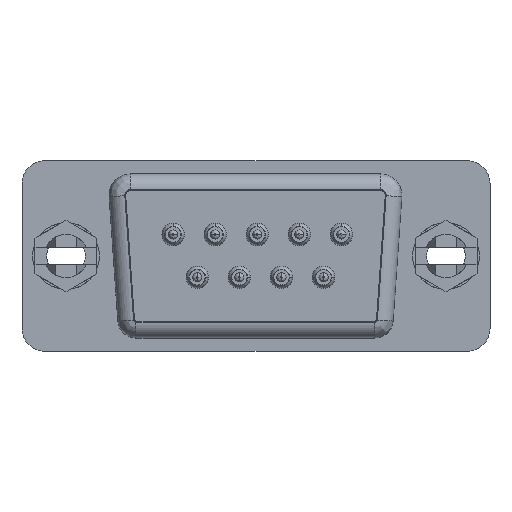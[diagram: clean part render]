
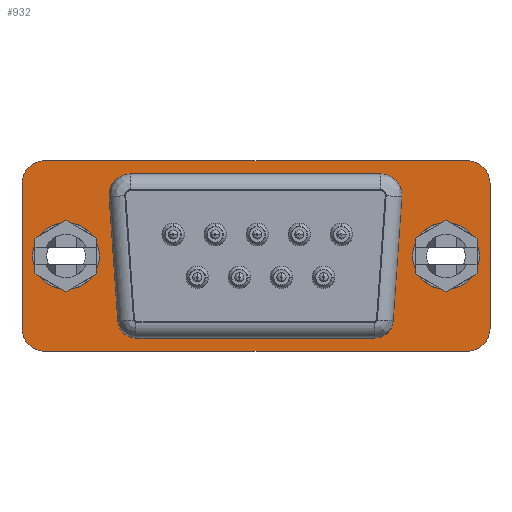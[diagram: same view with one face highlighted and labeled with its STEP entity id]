
A CAD part, front view. The second image highlights one B-rep face of the part: STEP entity #932.
In plain terms, the highlighted planar face has unit normal (0, -1, 0).
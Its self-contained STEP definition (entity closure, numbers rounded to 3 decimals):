
#747=CARTESIAN_POINT('',(0.,0.,0.));
#748=DIRECTION('',(0.,0.,1.));
#749=DIRECTION('',(0.,-1.,0.));
#750=AXIS2_PLACEMENT_3D('',#747,#749,#748);
#751=PLANE('',#750);
#752=CARTESIAN_POINT('',(15.405,0.,-4.775));
#753=VERTEX_POINT('',#752);
#754=CARTESIAN_POINT('',(15.405,0.,4.775));
#755=VERTEX_POINT('',#754);
#756=CARTESIAN_POINT('',(15.405,0.,-4.775));
#757=DIRECTION('',(0.,0.,1.));
#758=VECTOR('',#757,9.55);
#759=LINE('',#756,#758);
#760=EDGE_CURVE('',#753,#755,#759,.T.);
#761=ORIENTED_EDGE('',*,*,#760,.T.);
#762=CARTESIAN_POINT('',(13.905,0.,6.275));
#763=VERTEX_POINT('',#762);
#764=CARTESIAN_POINT('',(13.905,0.,4.775));
#765=DIRECTION('',(1.,0.,0.));
#766=DIRECTION('',(-0.,-1.,0.));
#767=AXIS2_PLACEMENT_3D('',#764,#766,#765);
#768=CIRCLE('',#767,1.5);
#769=EDGE_CURVE('',#755,#763,#768,.T.);
#770=ORIENTED_EDGE('',*,*,#769,.T.);
#771=CARTESIAN_POINT('',(-13.905,0.,6.275));
#772=VERTEX_POINT('',#771);
#773=CARTESIAN_POINT('',(13.905,0.,6.275));
#774=DIRECTION('',(-1.,0.,0.));
#775=VECTOR('',#774,27.81);
#776=LINE('',#773,#775);
#777=EDGE_CURVE('',#763,#772,#776,.T.);
#778=ORIENTED_EDGE('',*,*,#777,.T.);
#779=CARTESIAN_POINT('',(-15.405,0.,4.775));
#780=VERTEX_POINT('',#779);
#781=CARTESIAN_POINT('',(-13.905,0.,4.775));
#782=DIRECTION('',(0.,0.,1.));
#783=DIRECTION('',(0.,-1.,-0.));
#784=AXIS2_PLACEMENT_3D('',#781,#783,#782);
#785=CIRCLE('',#784,1.5);
#786=EDGE_CURVE('',#772,#780,#785,.T.);
#787=ORIENTED_EDGE('',*,*,#786,.T.);
#788=CARTESIAN_POINT('',(-15.405,0.,-4.775));
#789=VERTEX_POINT('',#788);
#790=CARTESIAN_POINT('',(-15.405,0.,4.775));
#791=DIRECTION('',(0.,0.,-1.));
#792=VECTOR('',#791,9.55);
#793=LINE('',#790,#792);
#794=EDGE_CURVE('',#780,#789,#793,.T.);
#795=ORIENTED_EDGE('',*,*,#794,.T.);
#796=CARTESIAN_POINT('',(-13.905,0.,-6.275));
#797=VERTEX_POINT('',#796);
#798=CARTESIAN_POINT('',(-13.905,0.,-4.775));
#799=DIRECTION('',(-1.,0.,0.));
#800=DIRECTION('',(0.,-1.,0.));
#801=AXIS2_PLACEMENT_3D('',#798,#800,#799);
#802=CIRCLE('',#801,1.5);
#803=EDGE_CURVE('',#789,#797,#802,.T.);
#804=ORIENTED_EDGE('',*,*,#803,.T.);
#805=CARTESIAN_POINT('',(13.905,0.,-6.275));
#806=VERTEX_POINT('',#805);
#807=CARTESIAN_POINT('',(-13.905,0.,-6.275));
#808=DIRECTION('',(1.,0.,0.));
#809=VECTOR('',#808,27.81);
#810=LINE('',#807,#809);
#811=EDGE_CURVE('',#797,#806,#810,.T.);
#812=ORIENTED_EDGE('',*,*,#811,.T.);
#813=CARTESIAN_POINT('',(13.905,0.,-4.775));
#814=DIRECTION('',(0.,0.,-1.));
#815=DIRECTION('',(0.,-1.,0.));
#816=AXIS2_PLACEMENT_3D('',#813,#815,#814);
#817=CIRCLE('',#816,1.5);
#818=EDGE_CURVE('',#806,#753,#817,.T.);
#819=ORIENTED_EDGE('',*,*,#818,.T.);
#820=EDGE_LOOP('',(#761,#770,#778,#787,#795,#804,#812,#819));
#821=FACE_OUTER_BOUND('',#820,.T.);
#822=CARTESIAN_POINT('',(-8.278,0.,5.4));
#823=VERTEX_POINT('',#822);
#824=CARTESIAN_POINT('',(8.208,0.,5.4));
#825=VERTEX_POINT('',#824);
#826=CARTESIAN_POINT('',(-8.278,0.,5.4));
#827=DIRECTION('',(1.,0.,0.));
#828=VECTOR('',#827,16.487);
#829=LINE('',#826,#828);
#830=EDGE_CURVE('',#823,#825,#829,.T.);
#831=ORIENTED_EDGE('',*,*,#830,.T.);
#832=CARTESIAN_POINT('',(9.605,0.,3.902));
#833=VERTEX_POINT('',#832);
#834=CARTESIAN_POINT('',(8.208,0.,4.));
#835=DIRECTION('',(0.,0.,1.));
#836=DIRECTION('',(0.,1.,0.));
#837=AXIS2_PLACEMENT_3D('',#834,#836,#835);
#838=CIRCLE('',#837,1.4);
#839=EDGE_CURVE('',#825,#833,#838,.T.);
#840=ORIENTED_EDGE('',*,*,#839,.T.);
#841=CARTESIAN_POINT('',(9.029,0.,-4.284));
#842=VERTEX_POINT('',#841);
#843=CARTESIAN_POINT('',(9.605,0.,3.902));
#844=DIRECTION('',(-0.07,0.,-0.998));
#845=VECTOR('',#844,8.206);
#846=LINE('',#843,#845);
#847=EDGE_CURVE('',#833,#842,#846,.T.);
#848=ORIENTED_EDGE('',*,*,#847,.T.);
#849=CARTESIAN_POINT('',(7.832,0.,-5.4));
#850=VERTEX_POINT('',#849);
#851=CARTESIAN_POINT('',(7.832,0.,-4.2));
#852=DIRECTION('',(0.998,0.,-0.07));
#853=DIRECTION('',(0.,1.,0.));
#854=AXIS2_PLACEMENT_3D('',#851,#853,#852);
#855=CIRCLE('',#854,1.2);
#856=EDGE_CURVE('',#842,#850,#855,.T.);
#857=ORIENTED_EDGE('',*,*,#856,.T.);
#858=CARTESIAN_POINT('',(-7.902,0.,-5.4));
#859=VERTEX_POINT('',#858);
#860=CARTESIAN_POINT('',(7.832,0.,-5.4));
#861=DIRECTION('',(-1.,0.,0.));
#862=VECTOR('',#861,15.734);
#863=LINE('',#860,#862);
#864=EDGE_CURVE('',#850,#859,#863,.T.);
#865=ORIENTED_EDGE('',*,*,#864,.T.);
#866=CARTESIAN_POINT('',(-9.099,0.,-4.284));
#867=VERTEX_POINT('',#866);
#868=CARTESIAN_POINT('',(-7.902,0.,-4.2));
#869=DIRECTION('',(0.,0.,-1.));
#870=DIRECTION('',(0.,1.,-0.));
#871=AXIS2_PLACEMENT_3D('',#868,#870,#869);
#872=CIRCLE('',#871,1.2);
#873=EDGE_CURVE('',#859,#867,#872,.T.);
#874=ORIENTED_EDGE('',*,*,#873,.T.);
#875=CARTESIAN_POINT('',(-9.675,0.,3.902));
#876=VERTEX_POINT('',#875);
#877=CARTESIAN_POINT('',(-9.099,0.,-4.284));
#878=DIRECTION('',(-0.07,0.,0.998));
#879=VECTOR('',#878,8.206);
#880=LINE('',#877,#879);
#881=EDGE_CURVE('',#867,#876,#880,.T.);
#882=ORIENTED_EDGE('',*,*,#881,.T.);
#883=CARTESIAN_POINT('',(-8.278,0.,4.));
#884=DIRECTION('',(-0.998,0.,-0.07));
#885=DIRECTION('',(-0.,1.,0.));
#886=AXIS2_PLACEMENT_3D('',#883,#885,#884);
#887=CIRCLE('',#886,1.4);
#888=EDGE_CURVE('',#876,#823,#887,.T.);
#889=ORIENTED_EDGE('',*,*,#888,.T.);
#890=EDGE_LOOP('',(#831,#840,#848,#857,#865,#874,#882,#889));
#891=FACE_BOUND('',#890,.T.);
#892=CARTESIAN_POINT('',(-10.31,0.,0.));
#893=VERTEX_POINT('',#892);
#894=CARTESIAN_POINT('',(-14.7,0.,0.));
#895=VERTEX_POINT('',#894);
#896=CARTESIAN_POINT('',(-12.505,0.,0.));
#897=DIRECTION('',(1.,0.,0.));
#898=DIRECTION('',(0.,1.,0.));
#899=AXIS2_PLACEMENT_3D('',#896,#898,#897);
#900=CIRCLE('',#899,2.195);
#901=EDGE_CURVE('',#893,#895,#900,.T.);
#902=ORIENTED_EDGE('',*,*,#901,.T.);
#903=CARTESIAN_POINT('',(-12.505,0.,0.));
#904=DIRECTION('',(-1.,0.,0.));
#905=DIRECTION('',(-0.,1.,0.));
#906=AXIS2_PLACEMENT_3D('',#903,#905,#904);
#907=CIRCLE('',#906,2.195);
#908=EDGE_CURVE('',#895,#893,#907,.T.);
#909=ORIENTED_EDGE('',*,*,#908,.T.);
#910=EDGE_LOOP('',(#902,#909));
#911=FACE_BOUND('',#910,.T.);
#912=CARTESIAN_POINT('',(14.7,0.,0.));
#913=VERTEX_POINT('',#912);
#914=CARTESIAN_POINT('',(10.31,0.,0.));
#915=VERTEX_POINT('',#914);
#916=CARTESIAN_POINT('',(12.505,0.,0.));
#917=DIRECTION('',(1.,0.,0.));
#918=DIRECTION('',(0.,1.,0.));
#919=AXIS2_PLACEMENT_3D('',#916,#918,#917);
#920=CIRCLE('',#919,2.195);
#921=EDGE_CURVE('',#913,#915,#920,.T.);
#922=ORIENTED_EDGE('',*,*,#921,.T.);
#923=CARTESIAN_POINT('',(12.505,0.,0.));
#924=DIRECTION('',(-1.,0.,0.));
#925=DIRECTION('',(-0.,1.,0.));
#926=AXIS2_PLACEMENT_3D('',#923,#925,#924);
#927=CIRCLE('',#926,2.195);
#928=EDGE_CURVE('',#915,#913,#927,.T.);
#929=ORIENTED_EDGE('',*,*,#928,.T.);
#930=EDGE_LOOP('',(#922,#929));
#931=FACE_BOUND('',#930,.T.);
#932=ADVANCED_FACE('',(#821,#891,#911,#931),#751,.T.);
